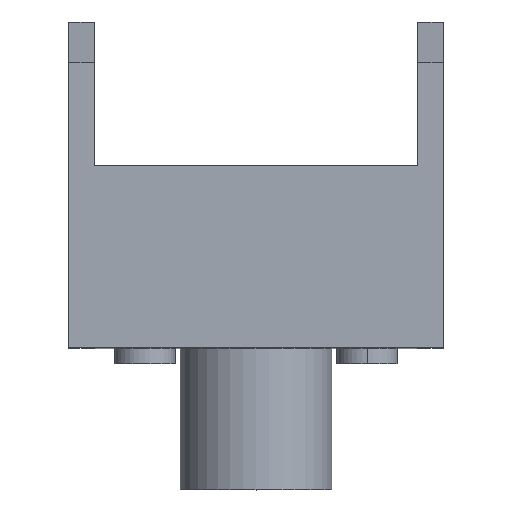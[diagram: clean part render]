
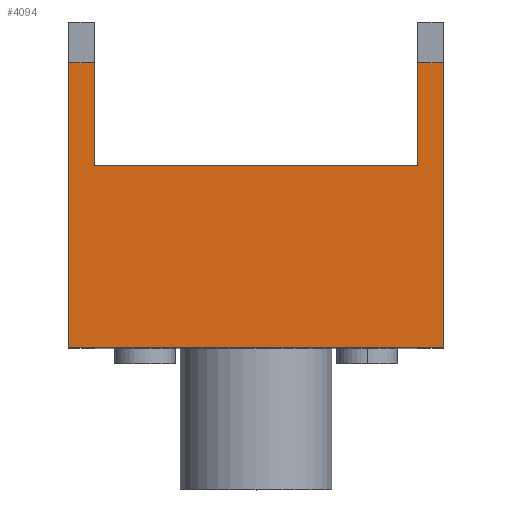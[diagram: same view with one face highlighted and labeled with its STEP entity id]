
A CAD part, top view. The second image highlights one B-rep face of the part: STEP entity #4094.
In plain terms, the highlighted planar face has unit normal (0, 0, 1).
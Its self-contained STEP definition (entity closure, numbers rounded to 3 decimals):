
#139 = PLANE('',#140);
#140 = AXIS2_PLACEMENT_3D('',#141,#142,#143);
#141 = CARTESIAN_POINT('',(0.,-3.7,4.));
#142 = DIRECTION('',(0.,-1.,0.));
#143 = DIRECTION('',(1.,0.,0.));
#455 = VERTEX_POINT('',#456);
#456 = CARTESIAN_POINT('',(3.7,-3.7,7.1));
#470 = PLANE('',#471);
#471 = AXIS2_PLACEMENT_3D('',#472,#473,#474);
#472 = CARTESIAN_POINT('',(3.7,-0.1,0.9));
#473 = DIRECTION('',(1.,0.,0.));
#474 = DIRECTION('',(0.,0.,1.));
#482 = EDGE_CURVE('',#455,#483,#485,.T.);
#483 = VERTEX_POINT('',#484);
#484 = CARTESIAN_POINT('',(-3.7,-3.7,7.1));
#485 = SURFACE_CURVE('',#486,(#490,#497),.PCURVE_S1.);
#486 = LINE('',#487,#488);
#487 = CARTESIAN_POINT('',(0.,-3.7,7.1));
#488 = VECTOR('',#489,1.);
#489 = DIRECTION('',(-1.,0.,0.));
#490 = PCURVE('',#139,#491);
#491 = DEFINITIONAL_REPRESENTATION('',(#492),#496);
#492 = LINE('',#493,#494);
#493 = CARTESIAN_POINT('',(0.,3.1));
#494 = VECTOR('',#495,1.);
#495 = DIRECTION('',(-1.,0.));
#496 = ( GEOMETRIC_REPRESENTATION_CONTEXT(2) 
PARAMETRIC_REPRESENTATION_CONTEXT() REPRESENTATION_CONTEXT('2D SPACE',''
  ) );
#497 = PCURVE('',#498,#503);
#498 = PLANE('',#499);
#499 = AXIS2_PLACEMENT_3D('',#500,#501,#502);
#500 = CARTESIAN_POINT('',(3.7,-0.1,7.1));
#501 = DIRECTION('',(0.,0.,1.));
#502 = DIRECTION('',(-1.,0.,0.));
#503 = DEFINITIONAL_REPRESENTATION('',(#504),#508);
#504 = LINE('',#505,#506);
#505 = CARTESIAN_POINT('',(3.7,3.6));
#506 = VECTOR('',#507,1.);
#507 = DIRECTION('',(1.,0.));
#508 = ( GEOMETRIC_REPRESENTATION_CONTEXT(2) 
PARAMETRIC_REPRESENTATION_CONTEXT() REPRESENTATION_CONTEXT('2D SPACE',''
  ) );
#526 = PLANE('',#527);
#527 = AXIS2_PLACEMENT_3D('',#528,#529,#530);
#528 = CARTESIAN_POINT('',(-3.7,-0.1,0.9));
#529 = DIRECTION('',(1.,0.,0.));
#530 = DIRECTION('',(0.,0.,1.));
#1332 = PLANE('',#1333);
#1333 = AXIS2_PLACEMENT_3D('',#1334,#1335,#1336);
#1334 = CARTESIAN_POINT('',(-3.2,-0.1,4.));
#1335 = DIRECTION('',(1.,0.,0.));
#1336 = DIRECTION('',(0.,0.,1.));
#1854 = PLANE('',#1855);
#1855 = AXIS2_PLACEMENT_3D('',#1856,#1857,#1858);
#1856 = CARTESIAN_POINT('',(3.2,-0.1,4.));
#1857 = DIRECTION('',(1.,0.,0.));
#1858 = DIRECTION('',(0.,0.,1.));
#2135 = VERTEX_POINT('',#2136);
#2136 = CARTESIAN_POINT('',(3.7,1.938,7.1));
#2150 = PLANE('',#2151);
#2151 = AXIS2_PLACEMENT_3D('',#2152,#2153,#2154);
#2152 = CARTESIAN_POINT('',(3.7,1.938,7.1));
#2153 = DIRECTION('',(0.,0.962,0.275)
  );
#2154 = DIRECTION('',(0.,0.275,-0.962
    ));
#2162 = EDGE_CURVE('',#455,#2135,#2163,.T.);
#2163 = SURFACE_CURVE('',#2164,(#2168,#2175),.PCURVE_S1.);
#2164 = LINE('',#2165,#2166);
#2165 = CARTESIAN_POINT('',(3.7,-0.881,7.1));
#2166 = VECTOR('',#2167,1.);
#2167 = DIRECTION('',(0.,1.,0.));
#2168 = PCURVE('',#470,#2169);
#2169 = DEFINITIONAL_REPRESENTATION('',(#2170),#2174);
#2170 = LINE('',#2171,#2172);
#2171 = CARTESIAN_POINT('',(6.2,0.781));
#2172 = VECTOR('',#2173,1.);
#2173 = DIRECTION('',(0.,-1.));
#2174 = ( GEOMETRIC_REPRESENTATION_CONTEXT(2) 
PARAMETRIC_REPRESENTATION_CONTEXT() REPRESENTATION_CONTEXT('2D SPACE',''
  ) );
#2175 = PCURVE('',#498,#2176);
#2176 = DEFINITIONAL_REPRESENTATION('',(#2177),#2181);
#2177 = LINE('',#2178,#2179);
#2178 = CARTESIAN_POINT('',(0.,0.781));
#2179 = VECTOR('',#2180,1.);
#2180 = DIRECTION('',(0.,-1.));
#2181 = ( GEOMETRIC_REPRESENTATION_CONTEXT(2) 
PARAMETRIC_REPRESENTATION_CONTEXT() REPRESENTATION_CONTEXT('2D SPACE',''
  ) );
#2216 = VERTEX_POINT('',#2217);
#2217 = CARTESIAN_POINT('',(3.2,-0.1,7.1));
#2231 = PLANE('',#2232);
#2232 = AXIS2_PLACEMENT_3D('',#2233,#2234,#2235);
#2233 = CARTESIAN_POINT('',(0.,-0.1,4.)
  );
#2234 = DIRECTION('',(0.,-1.,0.));
#2235 = DIRECTION('',(1.,0.,0.));
#2243 = EDGE_CURVE('',#2216,#2244,#2246,.T.);
#2244 = VERTEX_POINT('',#2245);
#2245 = CARTESIAN_POINT('',(3.2,1.938,7.1));
#2246 = SURFACE_CURVE('',#2247,(#2251,#2258),.PCURVE_S1.);
#2247 = LINE('',#2248,#2249);
#2248 = CARTESIAN_POINT('',(3.2,0.919,7.1));
#2249 = VECTOR('',#2250,1.);
#2250 = DIRECTION('',(0.,1.,0.));
#2251 = PCURVE('',#1854,#2252);
#2252 = DEFINITIONAL_REPRESENTATION('',(#2253),#2257);
#2253 = LINE('',#2254,#2255);
#2254 = CARTESIAN_POINT('',(3.1,-1.019));
#2255 = VECTOR('',#2256,1.);
#2256 = DIRECTION('',(0.,-1.));
#2257 = ( GEOMETRIC_REPRESENTATION_CONTEXT(2) 
PARAMETRIC_REPRESENTATION_CONTEXT() REPRESENTATION_CONTEXT('2D SPACE',''
  ) );
#2258 = PCURVE('',#498,#2259);
#2259 = DEFINITIONAL_REPRESENTATION('',(#2260),#2264);
#2260 = LINE('',#2261,#2262);
#2261 = CARTESIAN_POINT('',(0.5,-1.019));
#2262 = VECTOR('',#2263,1.);
#2263 = DIRECTION('',(0.,-1.));
#2264 = ( GEOMETRIC_REPRESENTATION_CONTEXT(2) 
PARAMETRIC_REPRESENTATION_CONTEXT() REPRESENTATION_CONTEXT('2D SPACE',''
  ) );
#2773 = PLANE('',#2774);
#2774 = AXIS2_PLACEMENT_3D('',#2775,#2776,#2777);
#2775 = CARTESIAN_POINT('',(3.7,1.938,7.1));
#2776 = DIRECTION('',(0.,0.962,0.275)
  );
#2777 = DIRECTION('',(0.,0.275,-0.962
    ));
#2811 = VERTEX_POINT('',#2812);
#2812 = CARTESIAN_POINT('',(-3.7,1.938,7.1));
#2833 = EDGE_CURVE('',#2834,#2811,#2836,.T.);
#2834 = VERTEX_POINT('',#2835);
#2835 = CARTESIAN_POINT('',(-3.2,1.938,7.1));
#2836 = SURFACE_CURVE('',#2837,(#2841,#2848),.PCURVE_S1.);
#2837 = LINE('',#2838,#2839);
#2838 = CARTESIAN_POINT('',(-3.45,1.938,7.1));
#2839 = VECTOR('',#2840,1.);
#2840 = DIRECTION('',(-1.,0.,0.));
#2841 = PCURVE('',#2773,#2842);
#2842 = DEFINITIONAL_REPRESENTATION('',(#2843),#2847);
#2843 = LINE('',#2844,#2845);
#2844 = CARTESIAN_POINT('',(0.,7.15));
#2845 = VECTOR('',#2846,1.);
#2846 = DIRECTION('',(0.,1.));
#2847 = ( GEOMETRIC_REPRESENTATION_CONTEXT(2) 
PARAMETRIC_REPRESENTATION_CONTEXT() REPRESENTATION_CONTEXT('2D SPACE',''
  ) );
#2848 = PCURVE('',#498,#2849);
#2849 = DEFINITIONAL_REPRESENTATION('',(#2850),#2854);
#2850 = LINE('',#2851,#2852);
#2851 = CARTESIAN_POINT('',(7.15,-2.038));
#2852 = VECTOR('',#2853,1.);
#2853 = DIRECTION('',(1.,0.));
#2854 = ( GEOMETRIC_REPRESENTATION_CONTEXT(2) 
PARAMETRIC_REPRESENTATION_CONTEXT() REPRESENTATION_CONTEXT('2D SPACE',''
  ) );
#3431 = EDGE_CURVE('',#3432,#2834,#3434,.T.);
#3432 = VERTEX_POINT('',#3433);
#3433 = CARTESIAN_POINT('',(-3.2,-0.1,7.1));
#3434 = SURFACE_CURVE('',#3435,(#3439,#3446),.PCURVE_S1.);
#3435 = LINE('',#3436,#3437);
#3436 = CARTESIAN_POINT('',(-3.2,0.919,7.1));
#3437 = VECTOR('',#3438,1.);
#3438 = DIRECTION('',(0.,1.,0.));
#3439 = PCURVE('',#1332,#3440);
#3440 = DEFINITIONAL_REPRESENTATION('',(#3441),#3445);
#3441 = LINE('',#3442,#3443);
#3442 = CARTESIAN_POINT('',(3.1,-1.019));
#3443 = VECTOR('',#3444,1.);
#3444 = DIRECTION('',(0.,-1.));
#3445 = ( GEOMETRIC_REPRESENTATION_CONTEXT(2) 
PARAMETRIC_REPRESENTATION_CONTEXT() REPRESENTATION_CONTEXT('2D SPACE',''
  ) );
#3446 = PCURVE('',#498,#3447);
#3447 = DEFINITIONAL_REPRESENTATION('',(#3448),#3452);
#3448 = LINE('',#3449,#3450);
#3449 = CARTESIAN_POINT('',(6.9,-1.019));
#3450 = VECTOR('',#3451,1.);
#3451 = DIRECTION('',(0.,-1.));
#3452 = ( GEOMETRIC_REPRESENTATION_CONTEXT(2) 
PARAMETRIC_REPRESENTATION_CONTEXT() REPRESENTATION_CONTEXT('2D SPACE',''
  ) );
#4065 = EDGE_CURVE('',#483,#2811,#4066,.T.);
#4066 = SURFACE_CURVE('',#4067,(#4071,#4078),.PCURVE_S1.);
#4067 = LINE('',#4068,#4069);
#4068 = CARTESIAN_POINT('',(-3.7,-0.881,7.1));
#4069 = VECTOR('',#4070,1.);
#4070 = DIRECTION('',(0.,1.,0.));
#4071 = PCURVE('',#526,#4072);
#4072 = DEFINITIONAL_REPRESENTATION('',(#4073),#4077);
#4073 = LINE('',#4074,#4075);
#4074 = CARTESIAN_POINT('',(6.2,0.781));
#4075 = VECTOR('',#4076,1.);
#4076 = DIRECTION('',(0.,-1.));
#4077 = ( GEOMETRIC_REPRESENTATION_CONTEXT(2) 
PARAMETRIC_REPRESENTATION_CONTEXT() REPRESENTATION_CONTEXT('2D SPACE',''
  ) );
#4078 = PCURVE('',#498,#4079);
#4079 = DEFINITIONAL_REPRESENTATION('',(#4080),#4084);
#4080 = LINE('',#4081,#4082);
#4081 = CARTESIAN_POINT('',(7.4,0.781));
#4082 = VECTOR('',#4083,1.);
#4083 = DIRECTION('',(0.,-1.));
#4084 = ( GEOMETRIC_REPRESENTATION_CONTEXT(2) 
PARAMETRIC_REPRESENTATION_CONTEXT() REPRESENTATION_CONTEXT('2D SPACE',''
  ) );
#4094 = ADVANCED_FACE('',(#4095),#498,.T.);
#4095 = FACE_BOUND('',#4096,.T.);
#4096 = EDGE_LOOP('',(#4097,#4118,#4119,#4140,#4141,#4142,#4143,#4144));
#4097 = ORIENTED_EDGE('',*,*,#4098,.T.);
#4098 = EDGE_CURVE('',#2135,#2244,#4099,.T.);
#4099 = SURFACE_CURVE('',#4100,(#4104,#4111),.PCURVE_S1.);
#4100 = LINE('',#4101,#4102);
#4101 = CARTESIAN_POINT('',(3.45,1.938,7.1));
#4102 = VECTOR('',#4103,1.);
#4103 = DIRECTION('',(-1.,0.,0.));
#4104 = PCURVE('',#498,#4105);
#4105 = DEFINITIONAL_REPRESENTATION('',(#4106),#4110);
#4106 = LINE('',#4107,#4108);
#4107 = CARTESIAN_POINT('',(0.25,-2.038));
#4108 = VECTOR('',#4109,1.);
#4109 = DIRECTION('',(1.,0.));
#4110 = ( GEOMETRIC_REPRESENTATION_CONTEXT(2) 
PARAMETRIC_REPRESENTATION_CONTEXT() REPRESENTATION_CONTEXT('2D SPACE',''
  ) );
#4111 = PCURVE('',#2150,#4112);
#4112 = DEFINITIONAL_REPRESENTATION('',(#4113),#4117);
#4113 = LINE('',#4114,#4115);
#4114 = CARTESIAN_POINT('',(0.,0.25));
#4115 = VECTOR('',#4116,1.);
#4116 = DIRECTION('',(0.,1.));
#4117 = ( GEOMETRIC_REPRESENTATION_CONTEXT(2) 
PARAMETRIC_REPRESENTATION_CONTEXT() REPRESENTATION_CONTEXT('2D SPACE',''
  ) );
#4118 = ORIENTED_EDGE('',*,*,#2243,.F.);
#4119 = ORIENTED_EDGE('',*,*,#4120,.T.);
#4120 = EDGE_CURVE('',#2216,#3432,#4121,.T.);
#4121 = SURFACE_CURVE('',#4122,(#4126,#4133),.PCURVE_S1.);
#4122 = LINE('',#4123,#4124);
#4123 = CARTESIAN_POINT('',(0.,-0.1,7.1
    ));
#4124 = VECTOR('',#4125,1.);
#4125 = DIRECTION('',(-1.,0.,0.));
#4126 = PCURVE('',#498,#4127);
#4127 = DEFINITIONAL_REPRESENTATION('',(#4128),#4132);
#4128 = LINE('',#4129,#4130);
#4129 = CARTESIAN_POINT('',(3.7,0.));
#4130 = VECTOR('',#4131,1.);
#4131 = DIRECTION('',(1.,0.));
#4132 = ( GEOMETRIC_REPRESENTATION_CONTEXT(2) 
PARAMETRIC_REPRESENTATION_CONTEXT() REPRESENTATION_CONTEXT('2D SPACE',''
  ) );
#4133 = PCURVE('',#2231,#4134);
#4134 = DEFINITIONAL_REPRESENTATION('',(#4135),#4139);
#4135 = LINE('',#4136,#4137);
#4136 = CARTESIAN_POINT('',(0.,3.1));
#4137 = VECTOR('',#4138,1.);
#4138 = DIRECTION('',(-1.,0.));
#4139 = ( GEOMETRIC_REPRESENTATION_CONTEXT(2) 
PARAMETRIC_REPRESENTATION_CONTEXT() REPRESENTATION_CONTEXT('2D SPACE',''
  ) );
#4140 = ORIENTED_EDGE('',*,*,#3431,.T.);
#4141 = ORIENTED_EDGE('',*,*,#2833,.T.);
#4142 = ORIENTED_EDGE('',*,*,#4065,.F.);
#4143 = ORIENTED_EDGE('',*,*,#482,.F.);
#4144 = ORIENTED_EDGE('',*,*,#2162,.T.);
